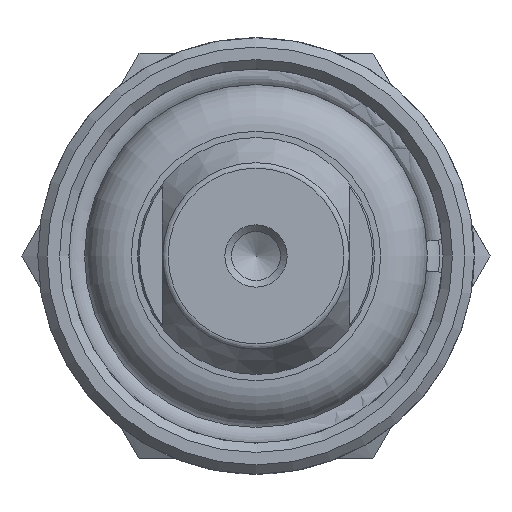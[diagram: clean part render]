
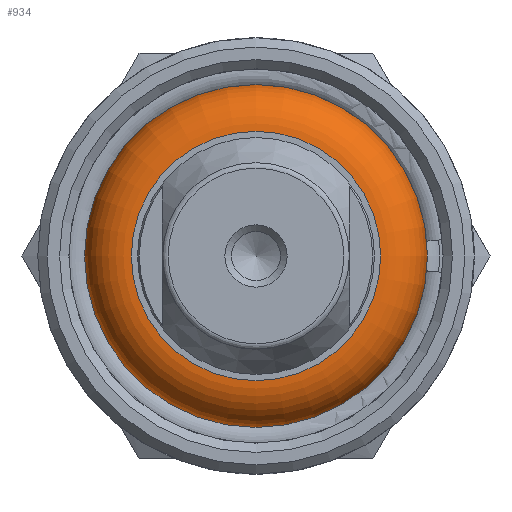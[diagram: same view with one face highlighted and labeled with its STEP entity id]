
A CAD part, front view. The second image highlights one B-rep face of the part: STEP entity #934.
In plain terms, the highlighted toroidal (fillet/blend) face has major radius 4 mm and minor radius 1.5 mm.
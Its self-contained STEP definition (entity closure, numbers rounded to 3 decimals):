
#54=TOROIDAL_SURFACE('',#1111,4.,1.5);
#307=ORIENTED_EDGE('',*,*,#429,.T.);
#308=ORIENTED_EDGE('',*,*,#431,.F.);
#429=EDGE_CURVE('',#520,#520,#592,.T.);
#431=EDGE_CURVE('',#522,#522,#594,.T.);
#520=VERTEX_POINT('',#1680);
#522=VERTEX_POINT('',#1686);
#592=CIRCLE('',#1106,4.);
#594=CIRCLE('',#1110,4.);
#707=EDGE_LOOP('',(#307));
#708=EDGE_LOOP('',(#308));
#837=FACE_BOUND('',#707,.T.);
#838=FACE_BOUND('',#708,.T.);
#934=ADVANCED_FACE('',(#837,#838),#54,.T.);
#1106=AXIS2_PLACEMENT_3D('',#1679,#1364,#1365);
#1110=AXIS2_PLACEMENT_3D('',#1685,#1372,#1373);
#1111=AXIS2_PLACEMENT_3D('',#1687,#1374,#1375);
#1364=DIRECTION('',(0.,-1.,0.));
#1365=DIRECTION('',(0.,0.,-1.));
#1372=DIRECTION('',(0.,-1.,0.));
#1373=DIRECTION('',(0.,0.,-1.));
#1374=DIRECTION('',(0.,-1.,0.));
#1375=DIRECTION('',(0.,0.,-1.));
#1679=CARTESIAN_POINT('',(0.,1.5,0.));
#1680=CARTESIAN_POINT('',(0.,1.5,-4.));
#1685=CARTESIAN_POINT('',(0.,-1.5,0.));
#1686=CARTESIAN_POINT('',(0.,-1.5,-4.));
#1687=CARTESIAN_POINT('',(0.,0.,0.));
